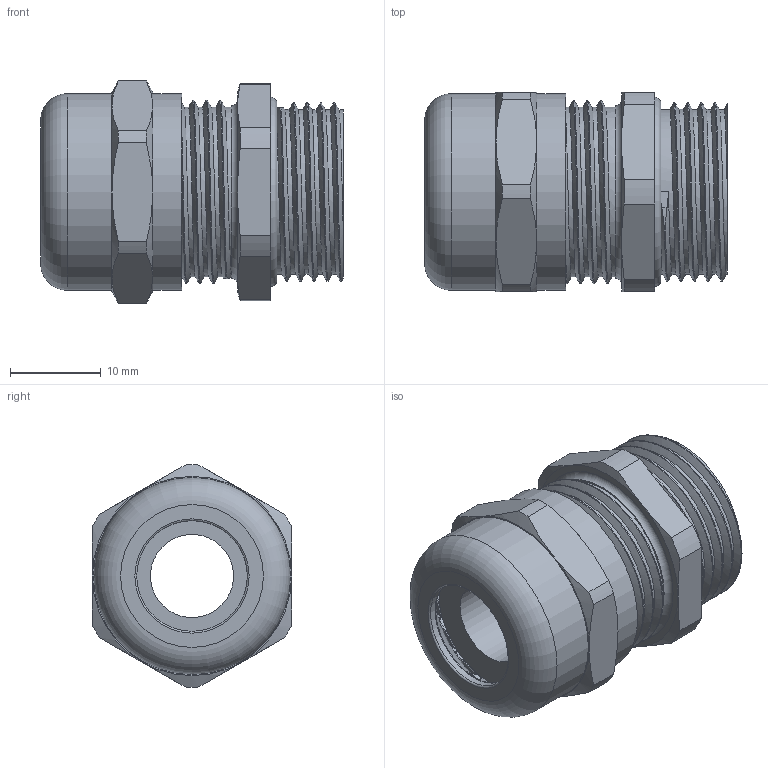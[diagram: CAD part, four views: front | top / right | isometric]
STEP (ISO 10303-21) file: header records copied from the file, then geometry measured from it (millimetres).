
FILE_DESCRIPTION(/* description */ ('Euro-Top-M 20 Edelstahl, KB: 5-9 mm'),/* implementation_level */ '2;1');
FILE_NAME(/* name */ '90180520-RST.stp',/* time_stamp */ '2019-12-12T13:55:28+01:00',/* author */ ('sl'),/* organization */ (''),/* preprocessor_version */ 'ST-DEVELOPER v16.5',/* originating_system */ 'Autodesk Inventor 2017',/* authorisation */ '');
FILE_SCHEMA (('AUTOMOTIVE_DESIGN { 1 0 10303 214 3 1 1 }'));
Length unit declared in the file: millimetre
Products named in the file (6): 90180520; 90080520; 90180520_1; 90080520_1; 90080520_2; 90080520_3
Assembly tree (5 placements, depth 2):
  90180520
    90080520
    90180520_1
    90080520_1
    90080520_2
    90080520_3
Bounding box: 33.44 x 22 x 24.56 mm (x, y, z)
Volume: 5239.5 mm3; surface area: 9099.1 mm2
Topology: 5 solids, 5 shells, 397 faces, 965 edges, 586 vertices
Faces by surface type: cylinder 142, plane 119, torus 49, cone 37, bspline 36, sphere 14
Full cylindrical faces by diameter (mm): 9.2 x1, 12.22 x1, 12.6 x1, 14.55 x3, 14.8 x4, 15.85 x1, 16.42 x1, 16.68 x1, 16.75 x1, 16.9 x1, 16.94 x1, 18.238 x4, 19.03 x7, 19.04 x1, 21.74 x2
Entity records: 15623 total; most frequent: CARTESIAN_POINT 6697, DIRECTION 1929, ORIENTED_EDGE 1778, EDGE_CURVE 889, AXIS2_PLACEMENT_3D 811, VERTEX_POINT 557, CIRCLE 450, EDGE_LOOP 440
